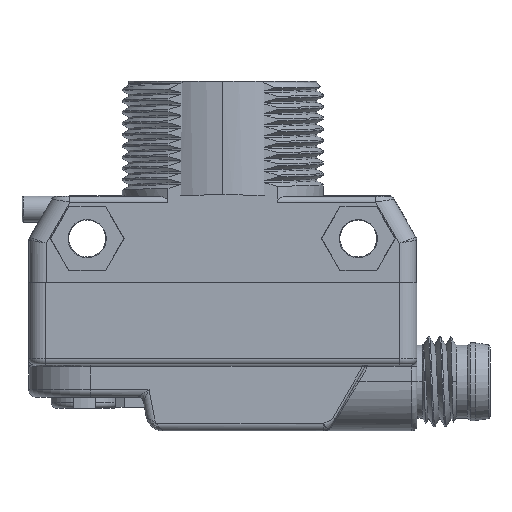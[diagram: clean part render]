
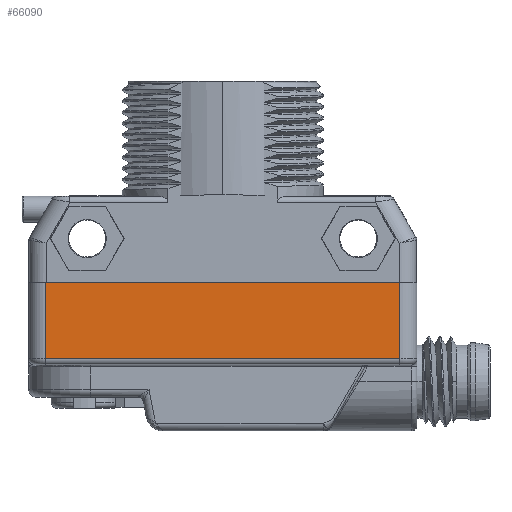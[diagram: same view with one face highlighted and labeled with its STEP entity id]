
A CAD part, left-side view. The second image highlights one B-rep face of the part: STEP entity #66090.
In plain terms, the highlighted planar face has unit normal (-1, 0, 0).
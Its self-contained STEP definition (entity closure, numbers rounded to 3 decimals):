
#61200=DIRECTION('',(0.,1.,0.));
#61201=VECTOR('',#61200,31.5);
#61202=CARTESIAN_POINT('',(-7.5,1.5,0.));
#61203=LINE('',#61202,#61201);
#61249=DIRECTION('',(0.,0.,1.));
#61250=VECTOR('',#61249,6.8);
#61251=CARTESIAN_POINT('',(-7.5,33.,-6.8));
#61252=LINE('',#61251,#61250);
#61272=DIRECTION('',(0.,1.,0.));
#61273=VECTOR('',#61272,31.5);
#61274=CARTESIAN_POINT('',(-7.5,1.5,-6.8));
#61275=LINE('',#61274,#61273);
#61281=DIRECTION('',(0.,0.,-1.));
#61282=VECTOR('',#61281,6.8);
#61283=CARTESIAN_POINT('',(-7.5,1.5,0.));
#61284=LINE('',#61283,#61282);
#61889=CARTESIAN_POINT('',(-7.5,33.,0.));
#61891=VERTEX_POINT('',#61889);
#61896=CARTESIAN_POINT('',(-7.5,1.5,0.));
#61897=VERTEX_POINT('',#61896);
#62414=CARTESIAN_POINT('',(-7.5,33.,-6.8));
#62415=VERTEX_POINT('',#62414);
#62418=CARTESIAN_POINT('',(-7.5,1.5,-6.8));
#62419=VERTEX_POINT('',#62418);
#66078=CARTESIAN_POINT('',(-7.5,0.,-13.2));
#66079=DIRECTION('',(-1.,0.,0.));
#66080=DIRECTION('',(0.,0.,1.));
#66081=AXIS2_PLACEMENT_3D('',#66078,#66079,#66080);
#66082=PLANE('',#66081);
#66083=ORIENTED_EDGE('',*,*,#66071,.T.);
#66084=ORIENTED_EDGE('',*,*,#66046,.T.);
#66085=ORIENTED_EDGE('',*,*,#66015,.F.);
#66087=ORIENTED_EDGE('',*,*,#66086,.T.);
#66088=EDGE_LOOP('',(#66083,#66084,#66085,#66087));
#66089=FACE_OUTER_BOUND('',#66088,.F.);
#66090=ADVANCED_FACE('',(#66089),#66082,.T.);
#66015=EDGE_CURVE('',#61897,#61891,#61203,.T.);
#66046=EDGE_CURVE('',#62415,#61891,#61252,.T.);
#66071=EDGE_CURVE('',#62419,#62415,#61275,.T.);
#66086=EDGE_CURVE('',#61897,#62419,#61284,.T.);
